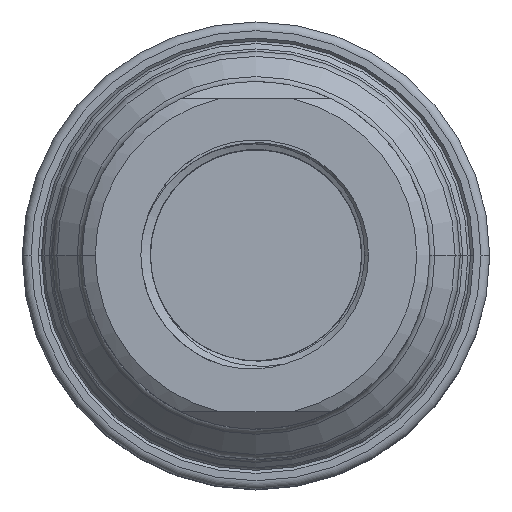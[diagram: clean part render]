
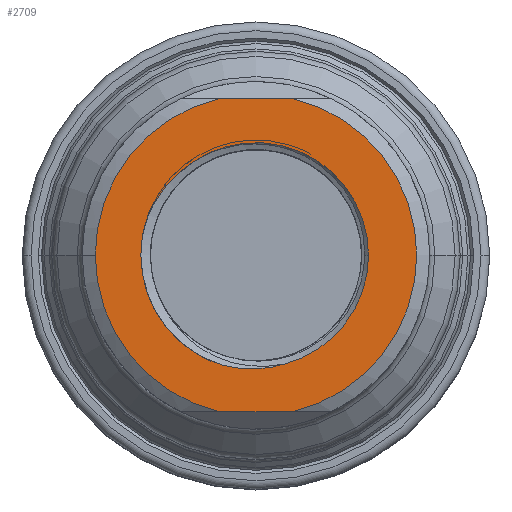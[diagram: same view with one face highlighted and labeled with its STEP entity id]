
A CAD part, top view. The second image highlights one B-rep face of the part: STEP entity #2709.
In plain terms, the highlighted planar face has unit normal (0, 0, 1).
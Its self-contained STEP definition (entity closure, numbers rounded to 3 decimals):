
#135 = VERTEX_POINT ( 'NONE', #13314 ) ;
#313 = CARTESIAN_POINT ( 'NONE',  ( -4.272, 18., 207.45 ) ) ;
#424 = CARTESIAN_POINT ( 'NONE',  ( -12.623, 3.99, 207.45 ) ) ;
#509 = DIRECTION ( 'NONE',  ( 0., 0., 1. ) ) ;
#514 = CARTESIAN_POINT ( 'NONE',  ( -4.272, -18., 207.45 ) ) ;
#543 = ORIENTED_EDGE ( 'NONE', *, *, #10824, .F. ) ;
#607 = CARTESIAN_POINT ( 'NONE',  ( 12.95, 0., 207.45 ) ) ;
#645 = EDGE_CURVE ( 'NONE', #14656, #8246, #4536, .T. ) ;
#811 = CARTESIAN_POINT ( 'NONE',  ( -0.846, -13.102, 207.45 ) ) ;
#1156 = ORIENTED_EDGE ( 'NONE', *, *, #14298, .T. ) ;
#1255 = EDGE_CURVE ( 'NONE', #14132, #14450, #16620, .T. ) ;
#1577 = AXIS2_PLACEMENT_3D ( 'NONE', #8751, #5041, #3830 ) ;
#1649 = EDGE_CURVE ( 'NONE', #8246, #5876, #8362, .T. ) ;
#2230 = ORIENTED_EDGE ( 'NONE', *, *, #9197, .T. ) ;
#2351 = DIRECTION ( 'NONE',  ( 0., 0., 1. ) ) ;
#2431 = CARTESIAN_POINT ( 'NONE',  ( 3.229, -12.541, 207.45 ) ) ;
#2631 = EDGE_CURVE ( 'NONE', #9738, #6898, #15230, .T. ) ;
#2658 = CARTESIAN_POINT ( 'NONE',  ( -3.776, -12.701, 207.45 ) ) ;
#2709 = ADVANCED_FACE ( 'NONE', ( #10346, #6215 ), #7756, .T. ) ;
#2994 = CARTESIAN_POINT ( 'NONE',  ( -10.983, 7.12, 207.45 ) ) ;
#3586 = CIRCLE ( 'NONE', #9633, 18.5 ) ;
#3721 = AXIS2_PLACEMENT_3D ( 'NONE', #10922, #16150, #13577 ) ;
#3798 = CARTESIAN_POINT ( 'NONE',  ( 0.933, -13.071, 207.45 ) ) ;
#3830 = DIRECTION ( 'NONE',  ( 1., 0., 0. ) ) ;
#4058 = EDGE_LOOP ( 'NONE', ( #543, #14918, #4513, #10262, #6745, #2230 ) ) ;
#4219 = EDGE_CURVE ( 'NONE', #10266, #5876, #15030, .T. ) ;
#4278 = DIRECTION ( 'NONE',  ( 1., 0., 0. ) ) ;
#4460 = CARTESIAN_POINT ( 'NONE',  ( -12.406, 4.547, 207.45 ) ) ;
#4513 = ORIENTED_EDGE ( 'NONE', *, *, #9428, .F. ) ;
#4536 = LINE ( 'NONE', #10983, #13872 ) ;
#4597 = CIRCLE ( 'NONE', #8442, 13.25 ) ;
#4931 = DIRECTION ( 'NONE',  ( 1., 0., 0. ) ) ;
#5041 = DIRECTION ( 'NONE',  ( 0., 0., -1. ) ) ;
#5463 = CARTESIAN_POINT ( 'NONE',  ( 0., 0., 207.45 ) ) ;
#5657 = CARTESIAN_POINT ( 'NONE',  ( -12.801, 3.422, 207.45 ) ) ;
#5828 = CARTESIAN_POINT ( 'NONE',  ( 4.272, -18., 207.45 ) ) ;
#5876 = VERTEX_POINT ( 'NONE', #7315 ) ;
#5948 = B_SPLINE_CURVE_WITH_KNOTS ( 'NONE', 3,
 ( #14268, #14191, #6125, #6209, #8965, #811, #11454, #3798, #16849, #2431 ),
 .UNSPECIFIED., .F., .F.,
 ( 4, 2, 2, 2, 4 ),
 ( 0., 0.002, 0.003, 0.004, 0.007 ),
 .UNSPECIFIED. ) ;
#6042 = DIRECTION ( 'NONE',  ( 0., 0., -1. ) ) ;
#6100 = CARTESIAN_POINT ( 'NONE',  ( 0., 0., 207.45 ) ) ;
#6125 = CARTESIAN_POINT ( 'NONE',  ( -2.616, -12.952, 207.45 ) ) ;
#6209 = CARTESIAN_POINT ( 'NONE',  ( -1.735, -13.052, 207.45 ) ) ;
#6215 = FACE_OUTER_BOUND ( 'NONE', #12626, .T. ) ;
#6706 = AXIS2_PLACEMENT_3D ( 'NONE', #15868, #509, #4278 ) ;
#6745 = ORIENTED_EDGE ( 'NONE', *, *, #2631, .T. ) ;
#6898 = VERTEX_POINT ( 'NONE', #607 ) ;
#7031 = CARTESIAN_POINT ( 'NONE',  ( -9.002, 9.31, 207.45 ) ) ;
#7315 = CARTESIAN_POINT ( 'NONE',  ( 4.272, 18., 207.45 ) ) ;
#7545 = AXIS2_PLACEMENT_3D ( 'NONE', #16695, #2351, #4931 ) ;
#7756 = PLANE ( 'NONE',  #7545 ) ;
#7878 = DIRECTION ( 'NONE',  ( 1., 0., 0. ) ) ;
#8124 = DIRECTION ( 'NONE',  ( 1., 0., 0. ) ) ;
#8246 = VERTEX_POINT ( 'NONE', #5828 ) ;
#8248 = DIRECTION ( 'NONE',  ( 1., 0., 0. ) ) ;
#8362 = CIRCLE ( 'NONE', #6706, 18.5 ) ;
#8405 = ORIENTED_EDGE ( 'NONE', *, *, #4219, .F. ) ;
#8426 = VERTEX_POINT ( 'NONE', #12251 ) ;
#8442 = AXIS2_PLACEMENT_3D ( 'NONE', #5463, #14559, #8124 ) ;
#8500 = CARTESIAN_POINT ( 'NONE',  ( -9.442, 8.919, 207.45 ) ) ;
#8656 = ORIENTED_EDGE ( 'NONE', *, *, #645, .T. ) ;
#8690 = DIRECTION ( 'NONE',  ( 0., 0., 1. ) ) ;
#8751 = CARTESIAN_POINT ( 'NONE',  ( 0., 0., 207.45 ) ) ;
#8965 = CARTESIAN_POINT ( 'NONE',  ( -1.439, -13.075, 207.45 ) ) ;
#9093 = DIRECTION ( 'NONE',  ( 0., 0., 1. ) ) ;
#9197 = EDGE_CURVE ( 'NONE', #6898, #135, #9822, .T. ) ;
#9207 = VECTOR ( 'NONE', #8248, 1000. ) ;
#9428 = EDGE_CURVE ( 'NONE', #8426, #14132, #4597, .T. ) ;
#9633 = AXIS2_PLACEMENT_3D ( 'NONE', #6100, #8690, #16827 ) ;
#9738 = VERTEX_POINT ( 'NONE', #10610 ) ;
#9822 = CIRCLE ( 'NONE', #1577, 12.95 ) ;
#9956 = DIRECTION ( 'NONE',  ( 1., 0., 0. ) ) ;
#10126 = AXIS2_PLACEMENT_3D ( 'NONE', #13201, #9093, #7878 ) ;
#10262 = ORIENTED_EDGE ( 'NONE', *, *, #14727, .F. ) ;
#10266 = VERTEX_POINT ( 'NONE', #313 ) ;
#10346 = FACE_BOUND ( 'NONE', #4058, .T. ) ;
#10610 = CARTESIAN_POINT ( 'NONE',  ( -9.002, 9.31, 207.45 ) ) ;
#10675 = CIRCLE ( 'NONE', #10126, 18.5 ) ;
#10824 = EDGE_CURVE ( 'NONE', #14450, #135, #5948, .T. ) ;
#10922 = CARTESIAN_POINT ( 'NONE',  ( 0., 0., 207.45 ) ) ;
#10983 = CARTESIAN_POINT ( 'NONE',  ( -24., -18., 207.45 ) ) ;
#11454 = CARTESIAN_POINT ( 'NONE',  ( -0.547, -13.105, 207.45 ) ) ;
#11622 = CARTESIAN_POINT ( 'NONE',  ( 0., 0., 207.45 ) ) ;
#11724 = EDGE_CURVE ( 'NONE', #16214, #14656, #10675, .T. ) ;
#12116 = CARTESIAN_POINT ( 'NONE',  ( -13.25, 0., 207.45 ) ) ;
#12183 = CARTESIAN_POINT ( 'NONE',  ( -10.631, 7.594, 207.45 ) ) ;
#12251 = CARTESIAN_POINT ( 'NONE',  ( -12.801, 3.422, 207.45 ) ) ;
#12626 = EDGE_LOOP ( 'NONE', ( #1156, #12890, #8656, #13104, #8405 ) ) ;
#12754 = AXIS2_PLACEMENT_3D ( 'NONE', #11622, #6042, #15573 ) ;
#12890 = ORIENTED_EDGE ( 'NONE', *, *, #11724, .T. ) ;
#13104 = ORIENTED_EDGE ( 'NONE', *, *, #1649, .T. ) ;
#13201 = CARTESIAN_POINT ( 'NONE',  ( 0., 0., 207.45 ) ) ;
#13314 = CARTESIAN_POINT ( 'NONE',  ( 3.229, -12.541, 207.45 ) ) ;
#13577 = DIRECTION ( 'NONE',  ( 1., 0., 0. ) ) ;
#13872 = VECTOR ( 'NONE', #9956, 1000. ) ;
#14132 = VERTEX_POINT ( 'NONE', #12116 ) ;
#14191 = CARTESIAN_POINT ( 'NONE',  ( -3.199, -12.846, 207.45 ) ) ;
#14268 = CARTESIAN_POINT ( 'NONE',  ( -3.776, -12.701, 207.45 ) ) ;
#14298 = EDGE_CURVE ( 'NONE', #10266, #16214, #3586, .T. ) ;
#14450 = VERTEX_POINT ( 'NONE', #2658 ) ;
#14559 = DIRECTION ( 'NONE',  ( 0., 0., 1. ) ) ;
#14656 = VERTEX_POINT ( 'NONE', #514 ) ;
#14727 = EDGE_CURVE ( 'NONE', #9738, #8426, #15306, .T. ) ;
#14755 = CARTESIAN_POINT ( 'NONE',  ( -9.856, 8.498, 207.45 ) ) ;
#14918 = ORIENTED_EDGE ( 'NONE', *, *, #1255, .F. ) ;
#15030 = LINE ( 'NONE', #16053, #9207 ) ;
#15230 = CIRCLE ( 'NONE', #12754, 12.95 ) ;
#15306 = B_SPLINE_CURVE_WITH_KNOTS ( 'NONE', 3,
 ( #7031, #8500, #14755, #12183, #2994, #15957, #16224, #4460, #424, #5657 ),
 .UNSPECIFIED., .F., .F.,
 ( 4, 2, 2, 2, 4 ),
 ( 0.018, 0.02, 0.022, 0.024, 0.025 ),
 .UNSPECIFIED. ) ;
#15321 = CARTESIAN_POINT ( 'NONE',  ( -18.5, 0., 207.45 ) ) ;
#15573 = DIRECTION ( 'NONE',  ( 1., 0., 0. ) ) ;
#15868 = CARTESIAN_POINT ( 'NONE',  ( 0., 0., 207.45 ) ) ;
#15957 = CARTESIAN_POINT ( 'NONE',  ( -11.62, 6.132, 207.45 ) ) ;
#16053 = CARTESIAN_POINT ( 'NONE',  ( -24., 18., 207.45 ) ) ;
#16150 = DIRECTION ( 'NONE',  ( 0., 0., 1. ) ) ;
#16214 = VERTEX_POINT ( 'NONE', #15321 ) ;
#16224 = CARTESIAN_POINT ( 'NONE',  ( -11.905, 5.618, 207.45 ) ) ;
#16620 = CIRCLE ( 'NONE', #3721, 13.25 ) ;
#16695 = CARTESIAN_POINT ( 'NONE',  ( 0., 0., 207.45 ) ) ;
#16827 = DIRECTION ( 'NONE',  ( 1., 0., 0. ) ) ;
#16849 = CARTESIAN_POINT ( 'NONE',  ( 2.093, -12.886, 207.45 ) ) ;
